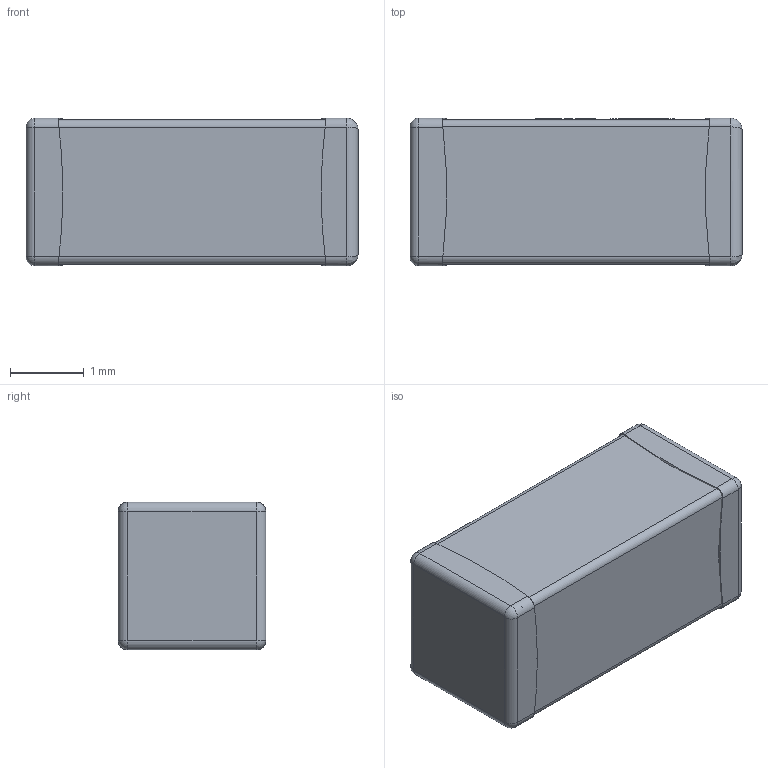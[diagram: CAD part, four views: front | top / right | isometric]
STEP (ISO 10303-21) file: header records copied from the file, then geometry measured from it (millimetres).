
FILE_DESCRIPTION (( 'STEP AP214' ), '1' );
FILE_NAME ('C1808_L4.5-W2.0-H2.0.step', '2022-07-01T06:12:55', ( '' ), ( '' ), 'SwSTEP 2.0', 'SolidWorks 2020', '' );
FILE_SCHEMA (( 'AUTOMOTIVE_DESIGN' ));
Length unit declared in the file: millimetre
Products named in the file (1): C1808_L4.5-W2.0-H2.0
Bounding box: 4.5 x 2 x 2 mm (x, y, z)
Surface area: 61 mm2
Topology: 3 solids, 3 shells, 333 faces, 887 edges, 582 vertices
Faces by surface type: plane 189, bspline 116, cylinder 20, sphere 4, torus 4
Entity records: 14683 total; most frequent: CARTESIAN_POINT 4139, ORIENTED_EDGE 1766, DIRECTION 1123, EDGE_CURVE 883, LINE 591, VECTOR 591, VERTEX_POINT 582, EDGE_LOOP 359
